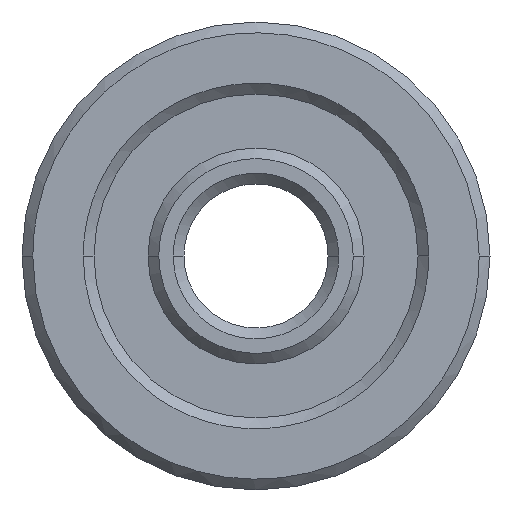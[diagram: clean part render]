
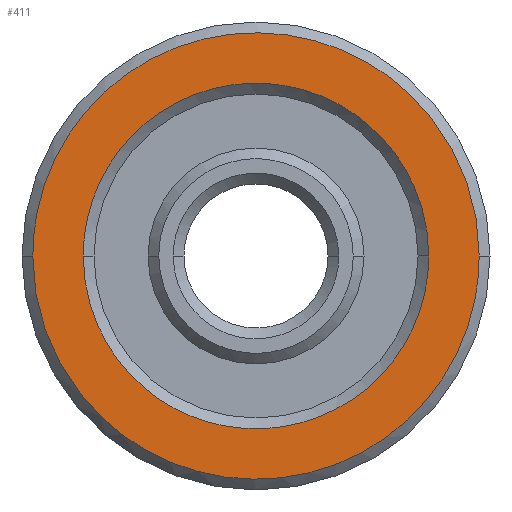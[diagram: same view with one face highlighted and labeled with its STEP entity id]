
A CAD part, left-side view. The second image highlights one B-rep face of the part: STEP entity #411.
In plain terms, the highlighted planar face has unit normal (-1, 0, 0).
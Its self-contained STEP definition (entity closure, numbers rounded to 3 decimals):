
#71=B_SPLINE_CURVE_WITH_KNOTS('',3,(#663,#664,#665,#666,#667,#668,#669,
#670,#671,#672,#673,#674,#675,#676,#677,#678,#679,#680,#681,#682,#683,#684),
 .UNSPECIFIED.,.F.,.F.,(4,2,2,2,2,2,2,2,2,2,4),(-1.935,-1.806,
-1.677,-1.441,-1.204,-0.967,
-0.731,-0.494,-0.258,-0.129,
0.),.UNSPECIFIED.);
#72=B_SPLINE_CURVE_WITH_KNOTS('',3,(#685,#686,#687,#688,#689,#690,#691,
#692,#693,#694,#695,#696,#697,#698,#699,#700,#701,#702,#703,#704,#705,#706),
 .UNSPECIFIED.,.F.,.F.,(4,2,2,2,2,2,2,2,2,2,4),(-1.935,-1.806,
-1.677,-1.441,-1.204,-0.967,
-0.731,-0.494,-0.258,-0.129,
0.),.UNSPECIFIED.);
#73=B_SPLINE_CURVE_WITH_KNOTS('',3,(#709,#710,#711,#712,#713,#714,#715,
#716,#717,#718,#719),.UNSPECIFIED.,.F.,.F.,(4,1,1,1,1,1,1,1,4),(15.079,
16.889,18.849,20.81,22.619,24.428,
26.389,28.349,30.159),.UNSPECIFIED.);
#74=B_SPLINE_CURVE_WITH_KNOTS('',3,(#720,#721,#722,#723,#724,#725,#726,
#727,#728,#729,#730),.UNSPECIFIED.,.F.,.F.,(4,1,1,1,1,1,1,1,4),(0.,1.809,
3.77,5.73,7.54,9.349,11.309,
13.27,15.079),.UNSPECIFIED.);
#88=PLANE('',#469);
#104=FACE_BOUND('',#153,.T.);
#118=FACE_OUTER_BOUND('',#152,.T.);
#152=EDGE_LOOP('',(#310,#311));
#153=EDGE_LOOP('',(#312,#313));
#216=VERTEX_POINT('',#661);
#217=VERTEX_POINT('',#662);
#218=VERTEX_POINT('',#707);
#219=VERTEX_POINT('',#708);
#254=EDGE_CURVE('',#216,#217,#71,.T.);
#255=EDGE_CURVE('',#217,#216,#72,.T.);
#256=EDGE_CURVE('',#218,#219,#73,.T.);
#257=EDGE_CURVE('',#219,#218,#74,.T.);
#310=ORIENTED_EDGE('',*,*,#254,.T.);
#311=ORIENTED_EDGE('',*,*,#255,.T.);
#312=ORIENTED_EDGE('',*,*,#256,.F.);
#313=ORIENTED_EDGE('',*,*,#257,.F.);
#411=ADVANCED_FACE('',(#118,#104),#88,.T.);
#469=AXIS2_PLACEMENT_3D('',#660,#513,#514);
#513=DIRECTION('center_axis',(-1.,0.,0.));
#514=DIRECTION('ref_axis',(0.,1.,0.));
#660=CARTESIAN_POINT('Origin',(0.,80.307,14.602));
#661=CARTESIAN_POINT('',(0.,94.632,6.477));
#662=CARTESIAN_POINT('',(0.,82.232,6.477));
#663=CARTESIAN_POINT('Ctrl Pts',(0.,94.632,6.477));
#664=CARTESIAN_POINT('Ctrl Pts',(0.,94.632,6.048));
#665=CARTESIAN_POINT('Ctrl Pts',(0.,94.587,
5.618));
#666=CARTESIAN_POINT('Ctrl Pts',(0.,94.41,
4.777));
#667=CARTESIAN_POINT('Ctrl Pts',(0.,94.278,
4.366));
#668=CARTESIAN_POINT('Ctrl Pts',(0.,93.782,
3.246));
#669=CARTESIAN_POINT('Ctrl Pts',(0.,93.32,
2.581));
#670=CARTESIAN_POINT('Ctrl Pts',(0.,92.177,
1.472));
#671=CARTESIAN_POINT('Ctrl Pts',(0.,91.497,
1.03));
#672=CARTESIAN_POINT('Ctrl Pts',(0.,90.021,
0.432));
#673=CARTESIAN_POINT('Ctrl Pts',(0.,89.227,
0.277));
#674=CARTESIAN_POINT('Ctrl Pts',(0.,87.637,
0.277));
#675=CARTESIAN_POINT('Ctrl Pts',(0.,86.843,
0.432));
#676=CARTESIAN_POINT('Ctrl Pts',(0.,85.367,
1.03));
#677=CARTESIAN_POINT('Ctrl Pts',(0.,84.687,
1.472));
#678=CARTESIAN_POINT('Ctrl Pts',(0.,83.544,
2.581));
#679=CARTESIAN_POINT('Ctrl Pts',(0.,83.082,
3.246));
#680=CARTESIAN_POINT('Ctrl Pts',(0.,82.586,
4.366));
#681=CARTESIAN_POINT('Ctrl Pts',(0.,82.454,
4.777));
#682=CARTESIAN_POINT('Ctrl Pts',(0.,82.277,
5.618));
#683=CARTESIAN_POINT('Ctrl Pts',(0.,82.232,6.048));
#684=CARTESIAN_POINT('Ctrl Pts',(0.,82.232,6.477));
#685=CARTESIAN_POINT('Ctrl Pts',(0.,82.232,6.477));
#686=CARTESIAN_POINT('Ctrl Pts',(0.,82.232,6.907));
#687=CARTESIAN_POINT('Ctrl Pts',(0.,82.277,7.337));
#688=CARTESIAN_POINT('Ctrl Pts',(0.,82.454,8.178));
#689=CARTESIAN_POINT('Ctrl Pts',(0.,82.586,8.589));
#690=CARTESIAN_POINT('Ctrl Pts',(0.,83.082,9.709));
#691=CARTESIAN_POINT('Ctrl Pts',(0.,83.544,10.374));
#692=CARTESIAN_POINT('Ctrl Pts',(0.,84.687,11.483));
#693=CARTESIAN_POINT('Ctrl Pts',(0.,85.367,11.925));
#694=CARTESIAN_POINT('Ctrl Pts',(0.,86.843,12.523));
#695=CARTESIAN_POINT('Ctrl Pts',(0.,87.637,12.678));
#696=CARTESIAN_POINT('Ctrl Pts',(0.,89.227,12.678));
#697=CARTESIAN_POINT('Ctrl Pts',(0.,90.021,12.523));
#698=CARTESIAN_POINT('Ctrl Pts',(0.,91.497,11.925));
#699=CARTESIAN_POINT('Ctrl Pts',(0.,92.177,11.483));
#700=CARTESIAN_POINT('Ctrl Pts',(0.,93.32,10.374));
#701=CARTESIAN_POINT('Ctrl Pts',(0.,93.782,9.709));
#702=CARTESIAN_POINT('Ctrl Pts',(0.,94.278,8.589));
#703=CARTESIAN_POINT('Ctrl Pts',(0.,94.41,8.178));
#704=CARTESIAN_POINT('Ctrl Pts',(0.,94.587,7.337));
#705=CARTESIAN_POINT('Ctrl Pts',(0.,94.632,6.907));
#706=CARTESIAN_POINT('Ctrl Pts',(0.,94.632,6.477));
#707=CARTESIAN_POINT('',(0.,83.632,6.477));
#708=CARTESIAN_POINT('',(0.,93.232,6.477));
#709=CARTESIAN_POINT('Ctrl Pts',(0.,83.632,6.477));
#710=CARTESIAN_POINT('Ctrl Pts',(0.,83.632,7.081));
#711=CARTESIAN_POINT('Ctrl Pts',(0.,83.871,8.337));
#712=CARTESIAN_POINT('Ctrl Pts',(0.,84.942,9.968));
#713=CARTESIAN_POINT('Ctrl Pts',(0.,86.572,11.038));
#714=CARTESIAN_POINT('Ctrl Pts',(0.,88.432,11.393));
#715=CARTESIAN_POINT('Ctrl Pts',(0.,90.292,11.038));
#716=CARTESIAN_POINT('Ctrl Pts',(0.,91.922,9.968));
#717=CARTESIAN_POINT('Ctrl Pts',(0.,92.993,8.337));
#718=CARTESIAN_POINT('Ctrl Pts',(0.,93.232,7.081));
#719=CARTESIAN_POINT('Ctrl Pts',(0.,93.232,6.477));
#720=CARTESIAN_POINT('Ctrl Pts',(0.,93.232,6.477));
#721=CARTESIAN_POINT('Ctrl Pts',(0.,93.232,5.874));
#722=CARTESIAN_POINT('Ctrl Pts',(0.,92.993,4.618));
#723=CARTESIAN_POINT('Ctrl Pts',(0.,91.922,2.987));
#724=CARTESIAN_POINT('Ctrl Pts',(0.,90.292,1.917));
#725=CARTESIAN_POINT('Ctrl Pts',(0.,88.432,1.562));
#726=CARTESIAN_POINT('Ctrl Pts',(0.,86.572,1.917));
#727=CARTESIAN_POINT('Ctrl Pts',(0.,84.942,2.987));
#728=CARTESIAN_POINT('Ctrl Pts',(0.,83.871,4.618));
#729=CARTESIAN_POINT('Ctrl Pts',(0.,83.632,5.874));
#730=CARTESIAN_POINT('Ctrl Pts',(0.,83.632,6.477));
